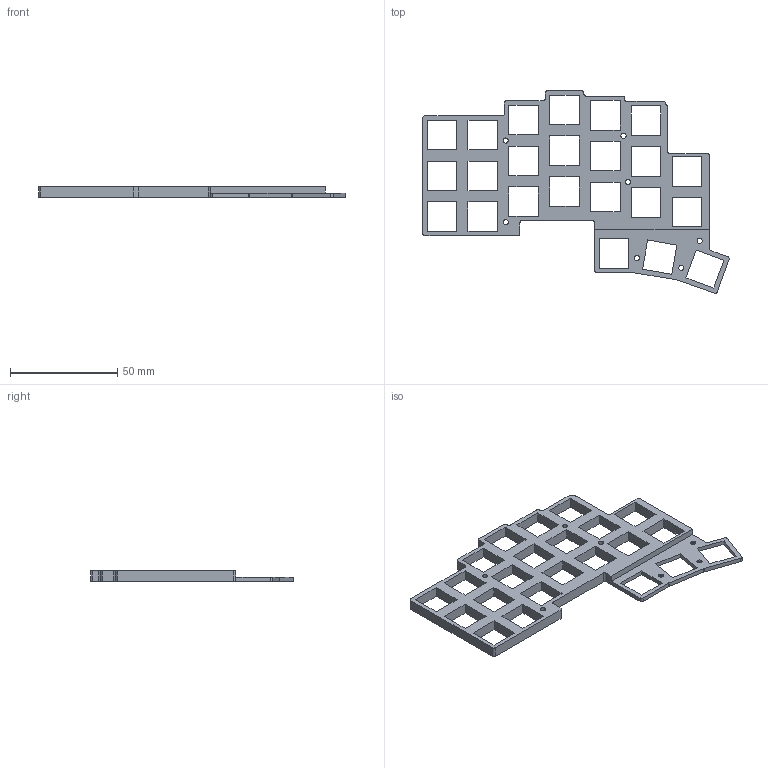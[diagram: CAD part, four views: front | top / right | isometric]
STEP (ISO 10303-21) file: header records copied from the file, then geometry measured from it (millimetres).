
FILE_DESCRIPTION(/* description */ ('STEP AP242','CAx-IF Rec.Pracs.---Representation and Presentation of Product Manufacturing Information (PMI)---4.0---2014-10-13','CAx-IF Rec.Pracs.---3D Tessellated Geometry---0.4---2014-09-14','2;1'),/* implementation_level */ '2;1');
FILE_NAME(/* name */ '6745cdeaf2983b7f25d4ab6c',/* time_stamp */ '2024-11-26T13:32:27Z',/* author */ (''),/* organization */ (''),/* preprocessor_version */ 'ST-DEVELOPER v20',/* originating_system */ 'ONSHAPE BY PTC INC, 1.190',/* authorisation */ ' ');
FILE_SCHEMA (('AP242_MANAGED_MODEL_BASED_3D_ENGINEERING_MIM_LF { 1 0 10303 442 1 1 4 }'));
Length unit declared in the file: metre
Products named in the file (1): top_plate
Bounding box: 142.93 x 94.49 x 5 mm (x, y, z)
Volume: 19001.3 mm3; surface area: 16860.3 mm2
Topology: 1 solids, 1 shells, 167 faces, 484 edges, 325 vertices
Faces by surface type: plane 129, cylinder 38
Full cylindrical faces by diameter (mm): 2.4 x7, 4.2 x7
Entity records: 5479 total; most frequent: CARTESIAN_POINT 949, ORIENTED_EDGE 926, DIRECTION 875, EDGE_CURVE 463, LINE 387, VECTOR 387, VERTEX_POINT 318, EDGE_LOOP 247
